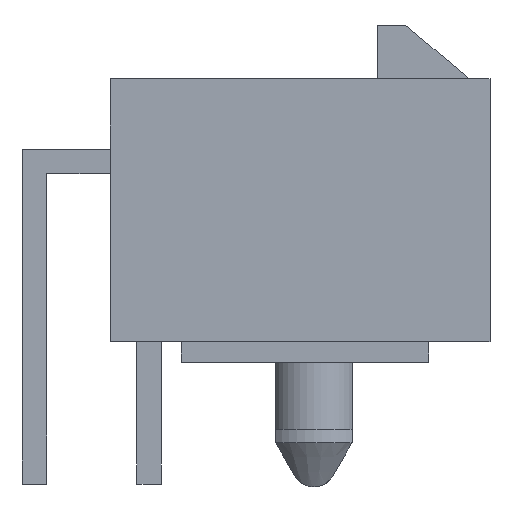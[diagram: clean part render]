
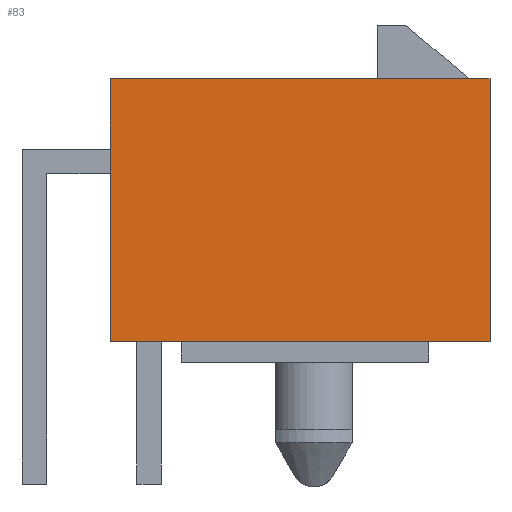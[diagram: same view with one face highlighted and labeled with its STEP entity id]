
A CAD part, left-side view. The second image highlights one B-rep face of the part: STEP entity #83.
In plain terms, the highlighted planar face has unit normal (-1, 0, 0).
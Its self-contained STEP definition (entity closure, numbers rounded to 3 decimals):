
#83=ADVANCED_FACE('',(#225),#157,.F.);
#157=PLANE('',#1436);
#225=FACE_OUTER_BOUND('',#301,.T.);
#301=EDGE_LOOP('',(#428,#429,#430,#431));
#428=ORIENTED_EDGE('',*,*,#916,.T.);
#429=ORIENTED_EDGE('',*,*,#936,.F.);
#430=ORIENTED_EDGE('',*,*,#928,.F.);
#431=ORIENTED_EDGE('',*,*,#937,.T.);
#788=VERTEX_POINT('',#2012);
#789=VERTEX_POINT('',#2013);
#800=VERTEX_POINT('',#2037);
#801=VERTEX_POINT('',#2038);
#916=EDGE_CURVE('',#788,#789,#1098,.T.);
#928=EDGE_CURVE('',#800,#801,#1110,.T.);
#936=EDGE_CURVE('',#801,#789,#1118,.T.);
#937=EDGE_CURVE('',#800,#788,#1119,.T.);
#1098=LINE('',#2011,#1272);
#1110=LINE('',#2036,#1284);
#1118=LINE('',#2053,#1292);
#1119=LINE('',#2054,#1293);
#1272=VECTOR('',#1559,1.);
#1284=VECTOR('',#1573,1.);
#1292=VECTOR('',#1583,1.);
#1293=VECTOR('',#1584,1.);
#1436=AXIS2_PLACEMENT_3D('',#2055,#1585,#1586);
#1559=DIRECTION('',(0.,-1.,0.));
#1573=DIRECTION('',(0.,-1.,0.));
#1583=DIRECTION('',(0.,0.,-1.));
#1584=DIRECTION('',(0.,0.,-1.));
#1585=DIRECTION('',(1.,0.,0.));
#1586=DIRECTION('',(0.,1.,0.));
#2011=CARTESIAN_POINT('',(-1.925,4.955,0.));
#2012=CARTESIAN_POINT('',(-1.925,4.955,0.));
#2013=CARTESIAN_POINT('',(-1.925,-4.955,0.));
#2036=CARTESIAN_POINT('',(-1.925,4.955,6.86));
#2037=CARTESIAN_POINT('',(-1.925,4.955,6.86));
#2038=CARTESIAN_POINT('',(-1.925,-4.955,6.86));
#2053=CARTESIAN_POINT('',(-1.925,-4.955,6.86));
#2054=CARTESIAN_POINT('',(-1.925,4.955,6.86));
#2055=CARTESIAN_POINT('',(-1.925,4.955,6.86));
